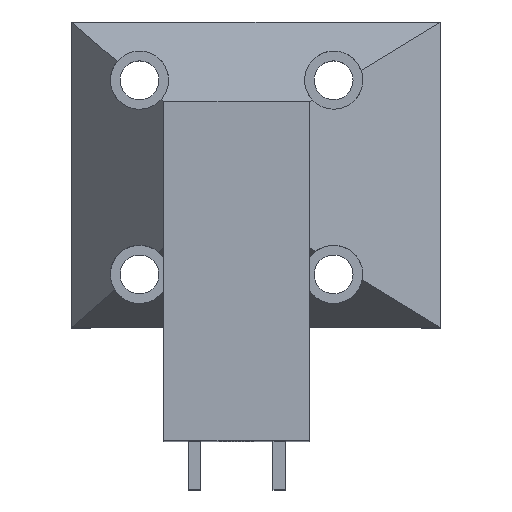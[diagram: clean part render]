
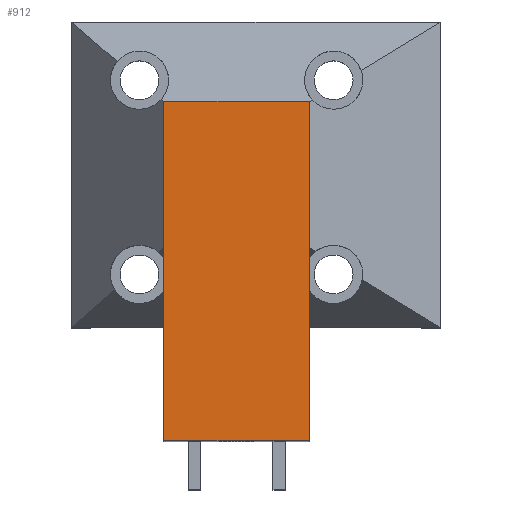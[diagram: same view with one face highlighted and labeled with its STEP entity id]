
A CAD part, top view. The second image highlights one B-rep face of the part: STEP entity #912.
In plain terms, the highlighted planar face has unit normal (0, 0, 1).
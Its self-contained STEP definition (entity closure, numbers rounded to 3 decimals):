
#121=PLANE('',#983);
#159=FACE_OUTER_BOUND('',#210,.T.);
#210=EDGE_LOOP('',(#736,#737,#738,#739));
#259=LINE('',#1336,#351);
#291=LINE('',#1400,#383);
#294=LINE('',#1407,#386);
#295=LINE('',#1408,#387);
#351=VECTOR('',#1073,10.);
#383=VECTOR('',#1129,10.);
#386=VECTOR('',#1136,10.);
#387=VECTOR('',#1137,10.);
#465=VERTEX_POINT('',#1332);
#467=VERTEX_POINT('',#1335);
#487=VERTEX_POINT('',#1398);
#489=VERTEX_POINT('',#1406);
#545=EDGE_CURVE('',#467,#465,#259,.T.);
#577=EDGE_CURVE('',#487,#465,#291,.T.);
#580=EDGE_CURVE('',#489,#467,#294,.T.);
#581=EDGE_CURVE('',#489,#487,#295,.T.);
#736=ORIENTED_EDGE('',*,*,#580,.T.);
#737=ORIENTED_EDGE('',*,*,#545,.T.);
#738=ORIENTED_EDGE('',*,*,#577,.F.);
#739=ORIENTED_EDGE('',*,*,#581,.F.);
#912=ADVANCED_FACE('',(#159),#121,.T.);
#983=AXIS2_PLACEMENT_3D('',#1405,#1134,#1135);
#1073=DIRECTION('',(0.,-1.,0.));
#1129=DIRECTION('',(-1.,0.,0.));
#1134=DIRECTION('center_axis',(0.,0.,1.));
#1135=DIRECTION('ref_axis',(1.,0.,0.));
#1136=DIRECTION('',(-1.,0.,0.));
#1137=DIRECTION('',(0.,-1.,0.));
#1332=CARTESIAN_POINT('',(9.5,-43.25,75.));
#1335=CARTESIAN_POINT('',(9.5,-8.25,75.));
#1336=CARTESIAN_POINT('',(9.5,-8.25,75.));
#1398=CARTESIAN_POINT('',(24.5,-43.25,75.));
#1400=CARTESIAN_POINT('',(24.5,-43.25,75.));
#1405=CARTESIAN_POINT('Origin',(17.,-15.75,75.));
#1406=CARTESIAN_POINT('',(24.5,-8.25,75.));
#1407=CARTESIAN_POINT('',(24.5,-8.25,75.));
#1408=CARTESIAN_POINT('',(24.5,-23.25,75.));
